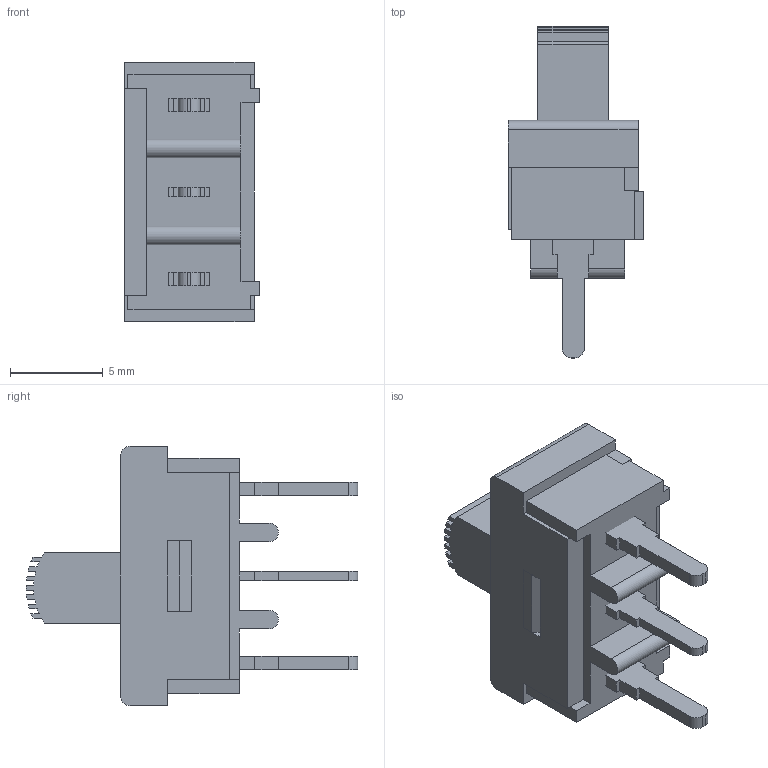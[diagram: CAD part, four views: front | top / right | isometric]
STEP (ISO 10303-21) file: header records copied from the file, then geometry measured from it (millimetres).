
FILE_DESCRIPTION(/* description */ ('STEP AP214'),/* implementation_level */ '2;1');
FILE_NAME(/* name */ 'CS12ANW03',/* time_stamp */ '2025-04-18T23:16:37+02:00',/* author */ ('License CC BY-ND 4.0'),/* organization */ ('CADENAS'),/* preprocessor_version */ 'ST-DEVELOPER v19.3',/* originating_system */ 'PARTsolutions',/* authorisation */ ' ');
FILE_SCHEMA (('AUTOMOTIVE_DESIGN {1 0 10303 214 3 1 1}'));
Length unit declared in the file: inch
Products named in the file (5): CS12ANW03; CS12ANW03-body; CS12ANW03-top; CS12ANW03-term; CS12ANW03-slide
Assembly tree (4 placements, depth 2):
  CS12ANW03
    CS12ANW03-body
    CS12ANW03-top
    CS12ANW03-term
    CS12ANW03-slide
Bounding box: 7.32 x 17.91 x 14 mm (x, y, z)
Volume: 687.1 mm3; surface area: 1111.1 mm2
Topology: 4 solids, 4 shells, 157 faces, 450 edges, 300 vertices
Faces by surface type: plane 132, cylinder 25
Entity records: 5212 total; most frequent: CARTESIAN_POINT 912, ORIENTED_EDGE 900, DIRECTION 824, EDGE_CURVE 450, LINE 400, VECTOR 400, VERTEX_POINT 300, AXIS2_PLACEMENT_3D 212
